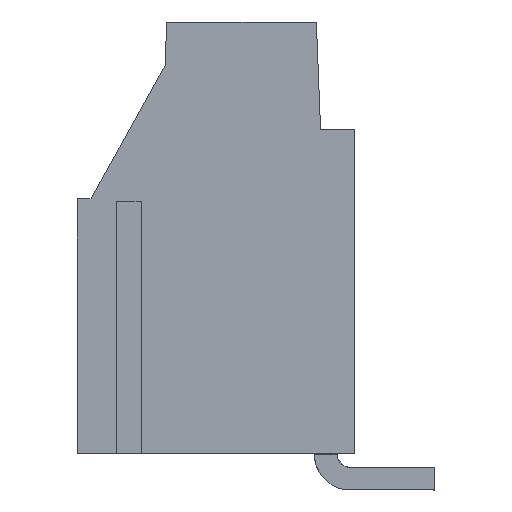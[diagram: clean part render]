
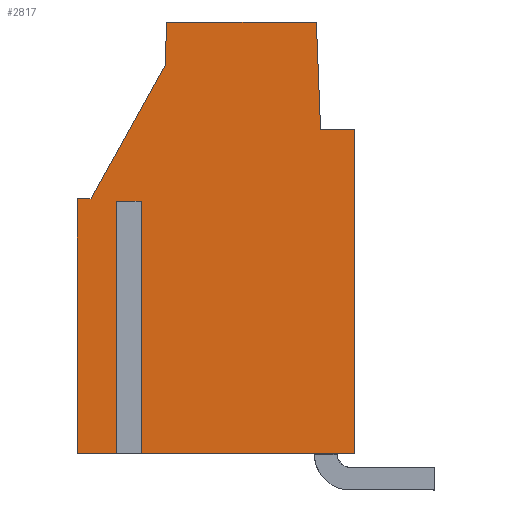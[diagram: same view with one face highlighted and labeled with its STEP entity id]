
A CAD part, left-side view. The second image highlights one B-rep face of the part: STEP entity #2817.
In plain terms, the highlighted planar face has unit normal (-1, 0, 0).
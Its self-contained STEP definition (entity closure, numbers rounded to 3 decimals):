
#2718=AXIS2_PLACEMENT_3D('Plane Axis2P3D',#2715,#2716,#2717) ;
#2618=CARTESIAN_POINT('Line Origine',(0.65,7.676,18.57)) ;
#2622=CARTESIAN_POINT('Vertex',(0.65,10.646,18.57)) ;
#2624=CARTESIAN_POINT('Vertex',(0.65,4.705,18.57)) ;
#2715=CARTESIAN_POINT('Axis2P3D Location',(0.65,-1.268,0.)) ;
#2720=CARTESIAN_POINT('Line Origine',(0.65,12.35,6.45)) ;
#2724=CARTESIAN_POINT('Vertex',(0.65,12.35,1.45)) ;
#2726=CARTESIAN_POINT('Vertex',(0.65,12.35,11.45)) ;
#2729=CARTESIAN_POINT('Line Origine',(0.65,12.15,11.45)) ;
#2733=CARTESIAN_POINT('Vertex',(0.65,11.95,11.45)) ;
#2736=CARTESIAN_POINT('Line Origine',(0.65,11.95,6.45)) ;
#2740=CARTESIAN_POINT('Vertex',(0.65,11.95,1.45)) ;
#2743=CARTESIAN_POINT('Line Origine',(0.65,7.575,1.45)) ;
#2747=CARTESIAN_POINT('Vertex',(0.65,3.2,1.45)) ;
#2750=CARTESIAN_POINT('Line Origine',(0.65,3.2,7.875)) ;
#2754=CARTESIAN_POINT('Vertex',(0.65,3.2,14.3)) ;
#2757=CARTESIAN_POINT('Line Origine',(0.65,3.869,14.3)) ;
#2761=CARTESIAN_POINT('Vertex',(0.65,4.538,14.3)) ;
#2764=CARTESIAN_POINT('Line Origine',(0.65,4.622,16.435)) ;
#2769=CARTESIAN_POINT('Line Origine',(0.65,10.676,17.71)) ;
#2773=CARTESIAN_POINT('Vertex',(0.65,10.706,16.849)) ;
#2776=CARTESIAN_POINT('Line Origine',(0.65,12.176,14.2)) ;
#2780=CARTESIAN_POINT('Vertex',(0.65,13.645,11.55)) ;
#2783=CARTESIAN_POINT('Line Origine',(0.65,13.923,11.55)) ;
#2787=CARTESIAN_POINT('Vertex',(0.65,14.2,11.55)) ;
#2790=CARTESIAN_POINT('Line Origine',(0.65,14.2,6.5)) ;
#2794=CARTESIAN_POINT('Vertex',(0.65,14.2,1.45)) ;
#2797=CARTESIAN_POINT('Line Origine',(0.65,13.275,1.45)) ;
#2619=DIRECTION('Vector Direction',(0.,1.,0.)) ;
#2716=DIRECTION('Axis2P3D Direction',(1.,0.,0.)) ;
#2717=DIRECTION('Axis2P3D XDirection',(0.,1.,0.)) ;
#2721=DIRECTION('Vector Direction',(0.,0.,1.)) ;
#2730=DIRECTION('Vector Direction',(0.,-1.,0.)) ;
#2737=DIRECTION('Vector Direction',(0.,0.,1.)) ;
#2744=DIRECTION('Vector Direction',(0.,1.,0.)) ;
#2751=DIRECTION('Vector Direction',(0.,0.,1.)) ;
#2758=DIRECTION('Vector Direction',(0.,1.,0.)) ;
#2765=DIRECTION('Vector Direction',(0.,-0.039,-0.999)) ;
#2770=DIRECTION('Vector Direction',(0.,0.035,-0.999)) ;
#2777=DIRECTION('Vector Direction',(0.,-0.485,0.875)) ;
#2784=DIRECTION('Vector Direction',(0.,-1.,0.)) ;
#2791=DIRECTION('Vector Direction',(0.,0.,-1.)) ;
#2798=DIRECTION('Vector Direction',(0.,1.,0.)) ;
#2620=VECTOR('Line Direction',#2619,1.) ;
#2722=VECTOR('Line Direction',#2721,1.) ;
#2731=VECTOR('Line Direction',#2730,1.) ;
#2738=VECTOR('Line Direction',#2737,1.) ;
#2745=VECTOR('Line Direction',#2744,1.) ;
#2752=VECTOR('Line Direction',#2751,1.) ;
#2759=VECTOR('Line Direction',#2758,1.) ;
#2766=VECTOR('Line Direction',#2765,1.) ;
#2771=VECTOR('Line Direction',#2770,1.) ;
#2778=VECTOR('Line Direction',#2777,1.) ;
#2785=VECTOR('Line Direction',#2784,1.) ;
#2792=VECTOR('Line Direction',#2791,1.) ;
#2799=VECTOR('Line Direction',#2798,1.) ;
#2803=ORIENTED_EDGE('',*,*,#2728,.T.) ;
#2804=ORIENTED_EDGE('',*,*,#2735,.T.) ;
#2805=ORIENTED_EDGE('',*,*,#2742,.F.) ;
#2806=ORIENTED_EDGE('',*,*,#2749,.F.) ;
#2807=ORIENTED_EDGE('',*,*,#2756,.F.) ;
#2808=ORIENTED_EDGE('',*,*,#2763,.F.) ;
#2809=ORIENTED_EDGE('',*,*,#2768,.F.) ;
#2810=ORIENTED_EDGE('',*,*,#2626,.F.) ;
#2811=ORIENTED_EDGE('',*,*,#2775,.F.) ;
#2812=ORIENTED_EDGE('',*,*,#2782,.F.) ;
#2813=ORIENTED_EDGE('',*,*,#2789,.F.) ;
#2814=ORIENTED_EDGE('',*,*,#2796,.F.) ;
#2815=ORIENTED_EDGE('',*,*,#2801,.F.) ;
#2817=ADVANCED_FACE('3',(#2816),#2719,.F.) ;
#2626=EDGE_CURVE('',#2623,#2625,#2621,.F.) ;
#2728=EDGE_CURVE('',#2725,#2727,#2723,.T.) ;
#2735=EDGE_CURVE('',#2727,#2734,#2732,.T.) ;
#2742=EDGE_CURVE('',#2741,#2734,#2739,.T.) ;
#2749=EDGE_CURVE('',#2748,#2741,#2746,.T.) ;
#2756=EDGE_CURVE('',#2755,#2748,#2753,.F.) ;
#2763=EDGE_CURVE('',#2762,#2755,#2760,.F.) ;
#2768=EDGE_CURVE('',#2625,#2762,#2767,.T.) ;
#2775=EDGE_CURVE('',#2774,#2623,#2772,.F.) ;
#2782=EDGE_CURVE('',#2781,#2774,#2779,.T.) ;
#2789=EDGE_CURVE('',#2788,#2781,#2786,.T.) ;
#2796=EDGE_CURVE('',#2795,#2788,#2793,.F.) ;
#2801=EDGE_CURVE('',#2725,#2795,#2800,.T.) ;
#2802=EDGE_LOOP('',(#2803,#2804,#2805,#2806,#2807,#2808,#2809,#2810,#2811,#2812,#2813,#2814,#2815)) ;
#2816=FACE_OUTER_BOUND('',#2802,.T.) ;
#2621=LINE('Line',#2618,#2620) ;
#2723=LINE('Line',#2720,#2722) ;
#2732=LINE('Line',#2729,#2731) ;
#2739=LINE('Line',#2736,#2738) ;
#2746=LINE('Line',#2743,#2745) ;
#2753=LINE('Line',#2750,#2752) ;
#2760=LINE('Line',#2757,#2759) ;
#2767=LINE('Line',#2764,#2766) ;
#2772=LINE('Line',#2769,#2771) ;
#2779=LINE('Line',#2776,#2778) ;
#2786=LINE('Line',#2783,#2785) ;
#2793=LINE('Line',#2790,#2792) ;
#2800=LINE('Line',#2797,#2799) ;
#2719=PLANE('',#2718) ;
#2623=VERTEX_POINT('',#2622) ;
#2625=VERTEX_POINT('',#2624) ;
#2725=VERTEX_POINT('',#2724) ;
#2727=VERTEX_POINT('',#2726) ;
#2734=VERTEX_POINT('',#2733) ;
#2741=VERTEX_POINT('',#2740) ;
#2748=VERTEX_POINT('',#2747) ;
#2755=VERTEX_POINT('',#2754) ;
#2762=VERTEX_POINT('',#2761) ;
#2774=VERTEX_POINT('',#2773) ;
#2781=VERTEX_POINT('',#2780) ;
#2788=VERTEX_POINT('',#2787) ;
#2795=VERTEX_POINT('',#2794) ;
